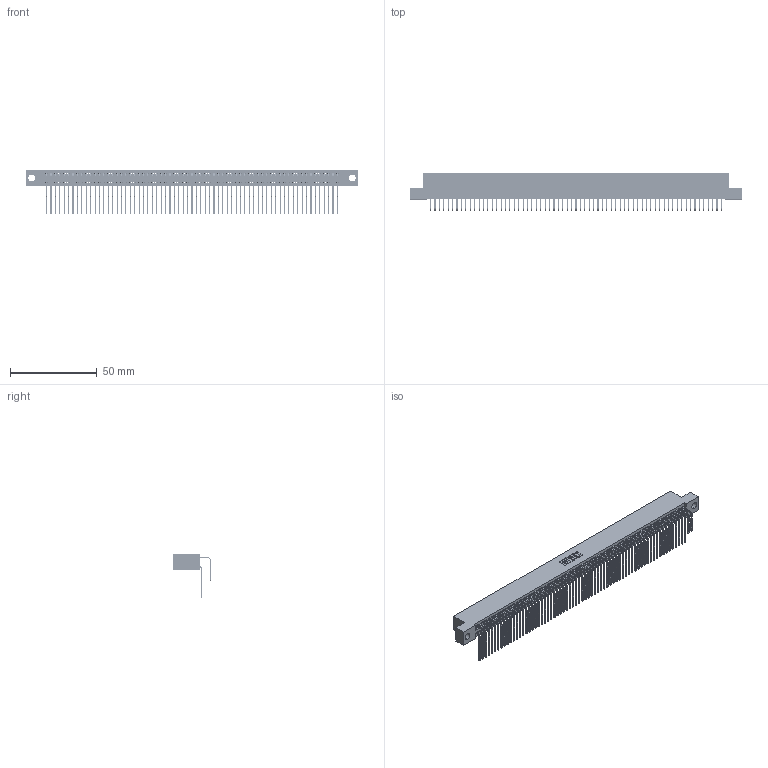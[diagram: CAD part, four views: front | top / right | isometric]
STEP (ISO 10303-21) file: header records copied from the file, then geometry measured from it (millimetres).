
FILE_DESCRIPTION (( 'STEP AP203' ), '1' );
FILE_NAME ('395-134-558-204.STEP', '2018-12-05T05:10:46', ( '' ), ( '' ), 'SwSTEP 2.0', 'SolidWorks 2016', '' );
FILE_SCHEMA (( 'CONFIG_CONTROL_DESIGN' ));
Length unit declared in the file: inch
Products named in the file (4): 345 Part_Flush Mounting Lugs - 0.156 Dia-TH; 345-292-001_558 559 Tail - 1; 345-292-001_558 Tail - 2; 395-134-558-204
Assembly tree (135 placements, depth 2):
  395-134-558-204
    345 Part_Flush Mounting Lugs - 0.156 Dia-TH
    345-292-001_558 559 Tail - 1  x67
    345-292-001_558 Tail - 2  x67
Bounding box: 191.39 x 21.83 x 25.53 mm (x, y, z)
Volume: 19508.9 mm3; surface area: 32771.8 mm2
Topology: 135 solids, 135 shells, 7094 faces, 21111 edges, 13894 vertices
Faces by surface type: plane 4770, cylinder 2324
Entity records: 50859 total; most frequent: CARTESIAN_POINT 8547, ORIENTED_EDGE 8430, DIRECTION 7479, EDGE_CURVE 4215, LINE 3775, VECTOR 3775, VERTEX_POINT 2806, AXIS2_PLACEMENT_3D 1852
